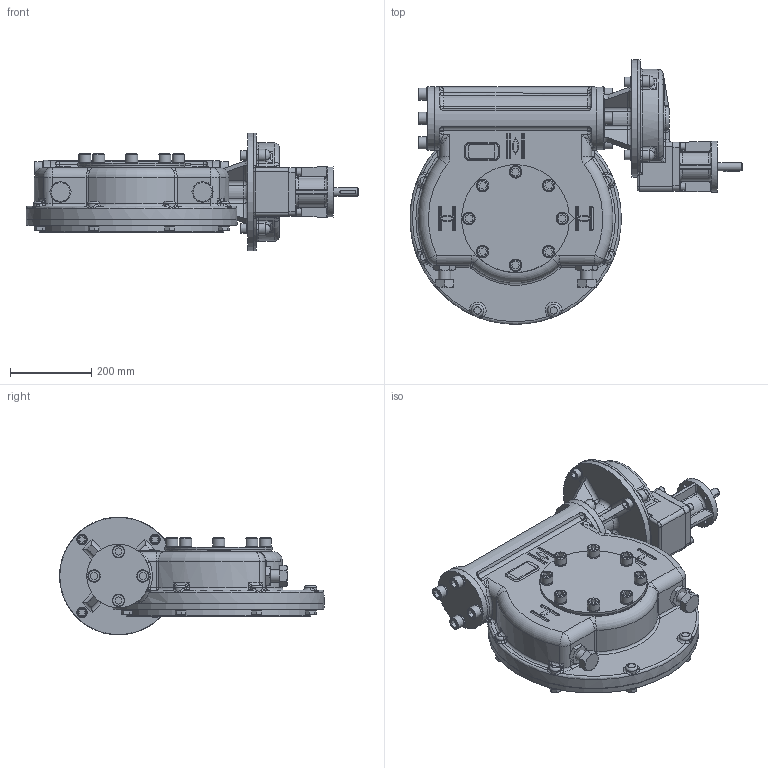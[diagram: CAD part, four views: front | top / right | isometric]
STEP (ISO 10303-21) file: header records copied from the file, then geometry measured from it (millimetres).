
FILE_DESCRIPTION(/* description */ ('Unknown'),/* implementation_level */ '2;1');
FILE_NAME(/* name */ 'PUB-IW82FBIRS-F10-F30',/* time_stamp */ '2016-07-11T13:55:10+01:00',/* author */ ('Unknown'),/* organization */ ('Unknown'),/* preprocessor_version */ 'ST-DEVELOPER v16',/* originating_system */ 'DEX',/* authorisation */ $);
FILE_SCHEMA (('AUTOMOTIVE_DESIGN {1 0 10303 214 3 1 1}'));
Products named in the file (1): PUB-IW82FBIRS-F10-F30
Bounding box: 817.13 x 650.94 x 289.28 mm (x, y, z)
Surface area: 1493695.4 mm2 (no closed solid volume)
Topology: 0 solids, 110 shells, 1446 faces, 5106 edges, 3700 vertices
Faces by surface type: plane 678, cylinder 321, torus 136, bspline 135, cone 128, sphere 48
Full cylindrical faces by diameter (mm): 10.5 x4, 17 x8, 17.294 x8, 18 x4, 19 x4, 20 x1, 24 x4, 30 x18, 30.7 x16, 50 x1, 70.05 x1, 125 x1, 155 x1, 195 x1, 260 x1, 289 x1, 454.5 x1
Entity records: 74601 total; most frequent: CARTESIAN_POINT 34748, ORIENTED_EDGE 7458, DIRECTION 7385, EDGE_CURVE 4829, VERTEX_POINT 3650, AXIS2_PLACEMENT_3D 2522, LINE 2341, VECTOR 2341
